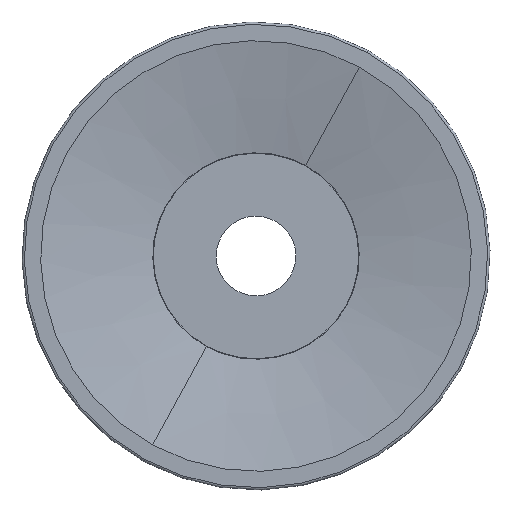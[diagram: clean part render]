
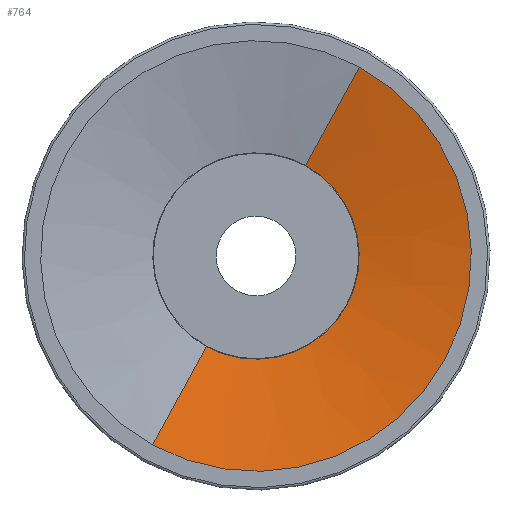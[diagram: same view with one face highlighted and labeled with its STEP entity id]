
A CAD part, front view. The second image highlights one B-rep face of the part: STEP entity #764.
In plain terms, the highlighted conical face has half-angle 78.232 degrees and reference radius 22 mm.
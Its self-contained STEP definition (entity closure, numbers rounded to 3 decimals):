
#647=CARTESIAN_POINT('Vertex',(-22.054,-8.,-40.369)) ;
#649=CARTESIAN_POINT('Vertex',(22.054,-8.,40.369)) ;
#652=CARTESIAN_POINT('Axis2P3D Location',(0.,-8.,0.)) ;
#734=CARTESIAN_POINT('Axis2P3D Location',(0.,-3.,0.)) ;
#739=CARTESIAN_POINT('Axis2P3D Location',(0.,-3.011,0.)) ;
#743=CARTESIAN_POINT('Vertex',(-10.572,-3.011,-19.351)) ;
#745=CARTESIAN_POINT('Vertex',(10.572,-3.011,19.351)) ;
#748=CARTESIAN_POINT('Line Origine',(-16.313,-5.505,-29.86)) ;
#753=CARTESIAN_POINT('Line Origine',(16.313,-5.505,29.86)) ;
#653=DIRECTION('Axis2P3D Direction',(0.,1.,0.)) ;
#735=DIRECTION('Axis2P3D Direction',(-0.,-1.,-0.)) ;
#736=DIRECTION('Axis2P3D XDirection',(0.479,0.,0.878)) ;
#740=DIRECTION('Axis2P3D Direction',(0.,-1.,-0.)) ;
#749=DIRECTION('Vector Direction',(-0.469,-0.204,-0.859)) ;
#754=DIRECTION('Vector Direction',(0.469,-0.204,0.859)) ;
#654=AXIS2_PLACEMENT_3D('Circle Axis2P3D',#652,#653,$) ;
#737=AXIS2_PLACEMENT_3D('Cone Axis2P3D',#734,#735,#736) ;
#741=AXIS2_PLACEMENT_3D('Circle Axis2P3D',#739,#740,$) ;
#759=ORIENTED_EDGE('',*,*,#747,.F.) ;
#760=ORIENTED_EDGE('',*,*,#752,.F.) ;
#761=ORIENTED_EDGE('',*,*,#656,.F.) ;
#762=ORIENTED_EDGE('',*,*,#757,.T.) ;
#750=VECTOR('Line Direction',#749,1.) ;
#755=VECTOR('Line Direction',#754,1.) ;
#764=ADVANCED_FACE('Corps principal',(#763),#738,.F.) ;
#655=CIRCLE('generated circle',#654,46.) ;
#742=CIRCLE('generated circle',#741,22.05) ;
#738=CONICAL_SURFACE('Cone',#737,22.,1.365) ;
#656=EDGE_CURVE('',#650,#648,#655,.T.) ;
#747=EDGE_CURVE('',#744,#746,#742,.T.) ;
#752=EDGE_CURVE('',#648,#744,#751,.F.) ;
#757=EDGE_CURVE('',#650,#746,#756,.F.) ;
#758=EDGE_LOOP('',(#759,#760,#761,#762)) ;
#763=FACE_OUTER_BOUND('',#758,.T.) ;
#751=LINE('Line',#748,#750) ;
#756=LINE('Line',#753,#755) ;
#648=VERTEX_POINT('',#647) ;
#650=VERTEX_POINT('',#649) ;
#744=VERTEX_POINT('',#743) ;
#746=VERTEX_POINT('',#745) ;
